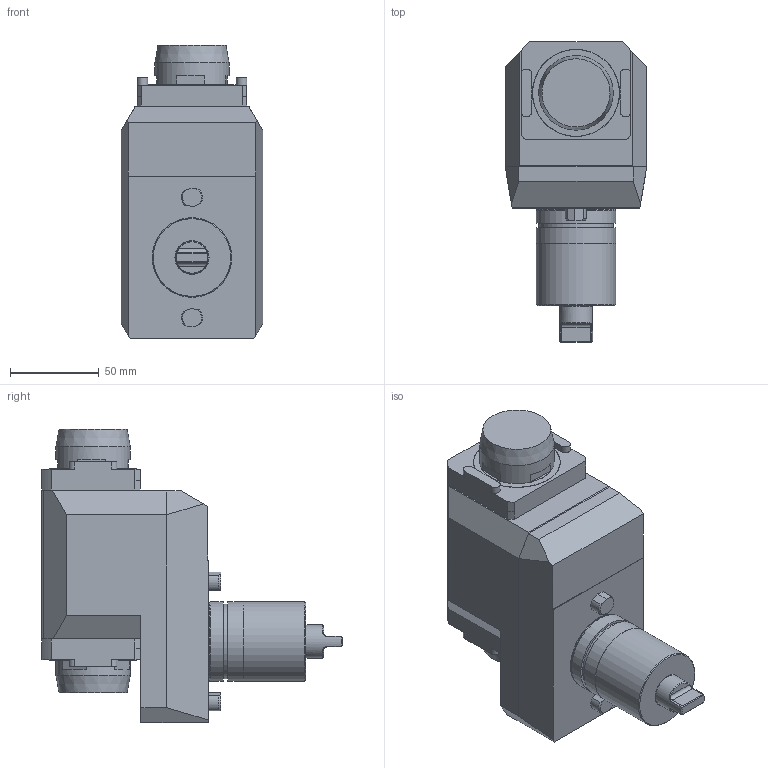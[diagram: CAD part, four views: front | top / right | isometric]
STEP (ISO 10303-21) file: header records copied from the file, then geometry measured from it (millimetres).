
FILE_DESCRIPTION (( 'STEP AP214' ), '1' );
FILE_NAME ('RRPPTAH25I121UM45.STEP', '2025-09-29T05:37:57', ( '' ), ( '' ), 'SwSTEP 2.0', 'SolidWorks 2023', '' );
FILE_SCHEMA (( 'AUTOMOTIVE_DESIGN' ));
Length unit declared in the file: millimetre
Products named in the file (1): RRPPTAH25I121UM45
Bounding box: 80 x 169.7 x 166 mm (x, y, z)
Volume: 957757 mm3; surface area: 71553.9 mm2
Topology: 1 solids, 1 shells, 517 faces, 1343 edges, 884 vertices
Faces by surface type: plane 370, bspline 66, cylinder 64, cone 16, torus 1
Full cylindrical faces by diameter (mm): 1.7 x1, 2.1 x1, 6.366 x1, 18.7 x1, 42 x3, 44.6 x1, 44.85 x1, 45 x2
Entity records: 23599 total; most frequent: CARTESIAN_POINT 7739, ORIENTED_EDGE 2624, DIRECTION 2212, EDGE_CURVE 1312, VECTOR 996, LINE 996, VERTEX_POINT 875, AXIS2_PLACEMENT_3D 608
